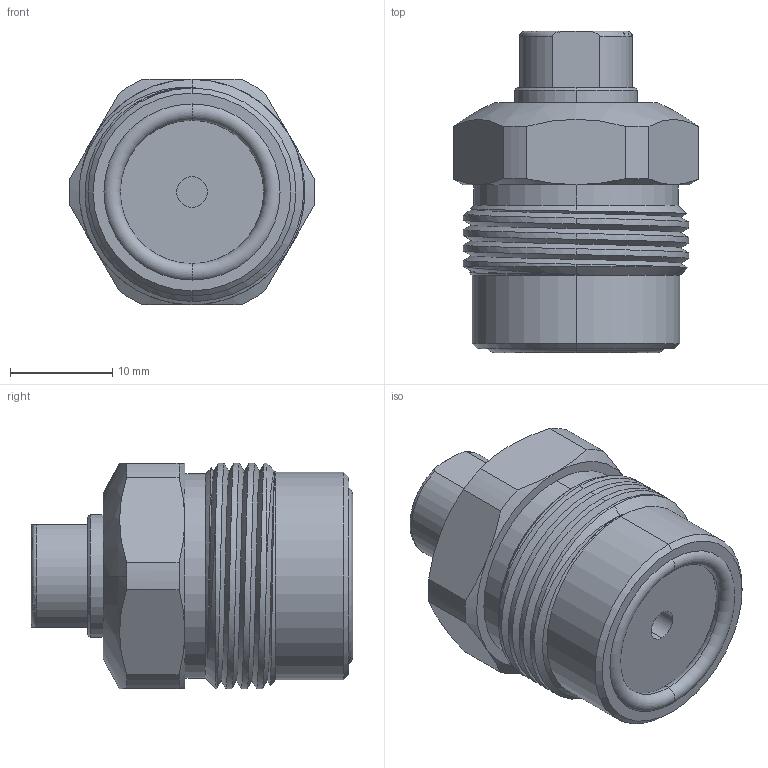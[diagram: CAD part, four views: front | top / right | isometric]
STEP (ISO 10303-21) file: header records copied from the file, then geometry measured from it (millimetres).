
FILE_DESCRIPTION (( 'STEP AP203' ), '1' );
FILE_NAME ('CTC-P022A-05.STEP', '2020-01-14T06:03:24', ( 'PC' ), ( '' ), 'SwSTEP 2.0', 'SolidWorks 2015', '' );
FILE_SCHEMA (( 'CONFIG_CONTROL_DESIGN' ));
Length unit declared in the file: millimetre
Products named in the file (3): AS568-015; CTC-P022A-05
Assembly tree (2 placements, depth 2):
  CTC-P022A-05
    CTC-P022A-05
    AS568-015
Bounding box: 24 x 31.38 x 22 mm (x, y, z)
Volume: 8806.2 mm3; surface area: 3321.5 mm2
Topology: 2 solids, 2 shells, 71 faces, 168 edges, 103 vertices
Faces by surface type: cylinder 29, cone 17, plane 15, torus 6, sphere 2, bspline 2
Entity records: 3998 total; most frequent: CARTESIAN_POINT 2109, DIRECTION 349, ORIENTED_EDGE 332, EDGE_CURVE 166, AXIS2_PLACEMENT_3D 150, VERTEX_POINT 103, EDGE_LOOP 77, CIRCLE 76
